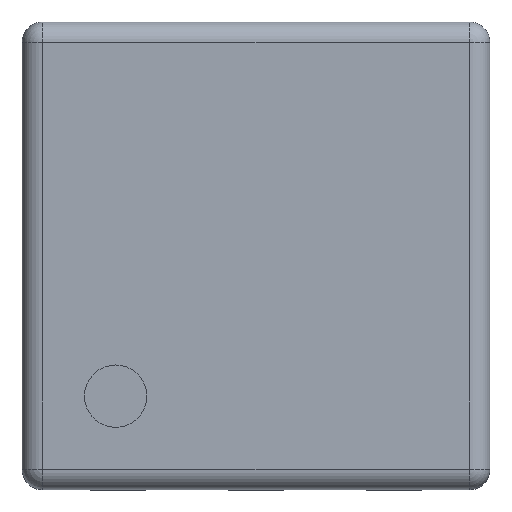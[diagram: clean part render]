
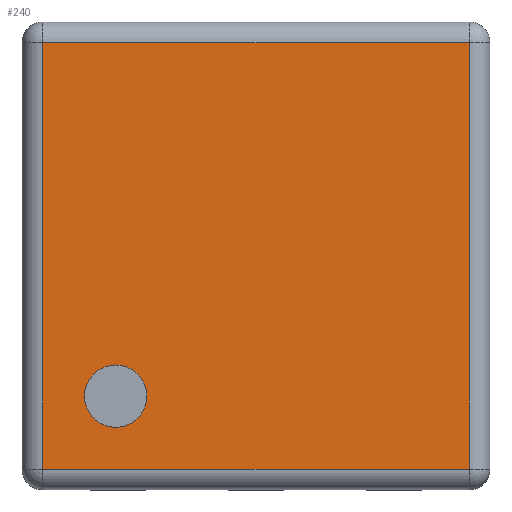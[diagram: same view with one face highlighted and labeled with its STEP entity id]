
A CAD part, top view. The second image highlights one B-rep face of the part: STEP entity #240.
In plain terms, the highlighted planar face has unit normal (0, 0, 1).
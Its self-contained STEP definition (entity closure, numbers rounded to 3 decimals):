
#240=ADVANCED_FACE('',(#1039,#1041),#1043,.T.);
#1039=FACE_BOUND('',#1040,.T.);
#1040=EDGE_LOOP('',(#1656,#1657,#1658,#1659));
#1041=FACE_BOUND('',#1042,.T.);
#1042=EDGE_LOOP('',(#1660));
#1043=PLANE('',#1044);
#1044=AXIS2_PLACEMENT_3D('',#1045,#1046,#1047);
#1045=CARTESIAN_POINT('',(0.,0.,0.6));
#1046=DIRECTION('',(0.,0.,1.));
#1047=DIRECTION('',(1.,0.,0.));
#1656=ORIENTED_EDGE('',*,*,#2080,.T.);
#1657=ORIENTED_EDGE('',*,*,#2081,.T.);
#1658=ORIENTED_EDGE('',*,*,#2082,.T.);
#1659=ORIENTED_EDGE('',*,*,#2083,.T.);
#1660=ORIENTED_EDGE('',*,*,#2079,.F.);
#2079=EDGE_CURVE('',#2304,#2304,#2305,.T.);
#2080=EDGE_CURVE('',#2306,#2307,#2308,.T.);
#2081=EDGE_CURVE('',#2307,#2309,#2310,.T.);
#2082=EDGE_CURVE('',#2309,#2311,#2312,.T.);
#2083=EDGE_CURVE('',#2311,#2306,#2313,.T.);
#2304=VERTEX_POINT('',#2706);
#2305=CIRCLE('',#2707,0.113);
#2306=VERTEX_POINT('',#2711);
#2307=VERTEX_POINT('',#2712);
#2308=LINE('',#2713,#2714);
#2309=VERTEX_POINT('',#2716);
#2310=LINE('',#2717,#2718);
#2311=VERTEX_POINT('',#2720);
#2312=LINE('',#2721,#2722);
#2313=LINE('',#2724,#2725);
#2706=CARTESIAN_POINT('',(-0.397,-0.51,0.6));
#2707=AXIS2_PLACEMENT_3D('',#2708,#2709,#2710);
#2708=CARTESIAN_POINT('',(-0.51,-0.51,0.6));
#2709=DIRECTION('',(0.,0.,1.));
#2710=DIRECTION('',(1.,0.,0.));
#2711=CARTESIAN_POINT('',(-0.775,0.775,0.6));
#2712=CARTESIAN_POINT('',(-0.775,-0.775,0.6));
#2713=CARTESIAN_POINT('',(-0.775,0.775,0.6));
#2714=VECTOR('',#2715,1.);
#2715=DIRECTION('',(0.,-1.,0.));
#2716=CARTESIAN_POINT('',(0.775,-0.775,0.6));
#2717=CARTESIAN_POINT('',(-0.775,-0.775,0.6));
#2718=VECTOR('',#2719,1.);
#2719=DIRECTION('',(1.,0.,0.));
#2720=CARTESIAN_POINT('',(0.775,0.775,0.6));
#2721=CARTESIAN_POINT('',(0.775,-0.775,0.6));
#2722=VECTOR('',#2723,1.);
#2723=DIRECTION('',(0.,1.,0.));
#2724=CARTESIAN_POINT('',(0.775,0.775,0.6));
#2725=VECTOR('',#2726,1.);
#2726=DIRECTION('',(-1.,0.,0.));
